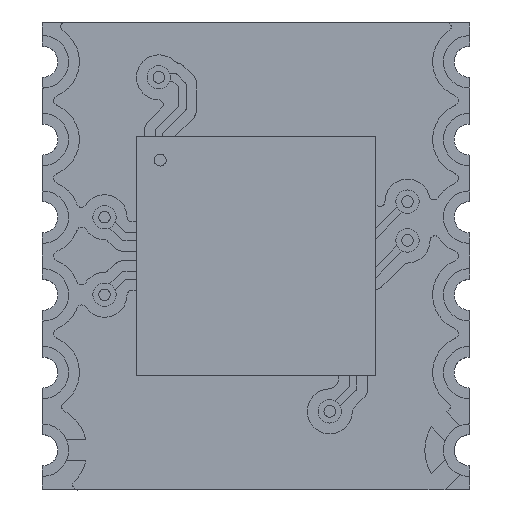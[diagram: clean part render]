
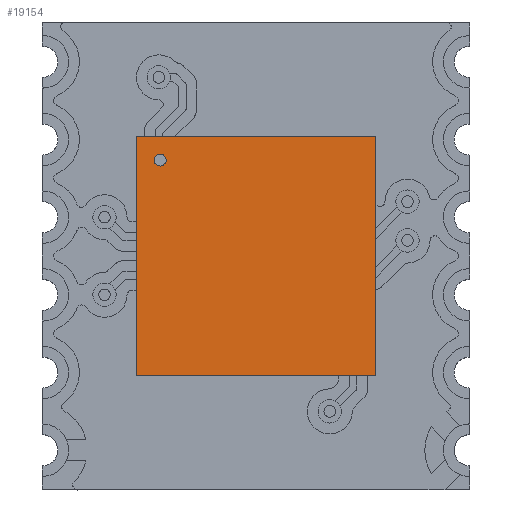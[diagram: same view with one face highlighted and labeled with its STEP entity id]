
A CAD part, top view. The second image highlights one B-rep face of the part: STEP entity #19154.
In plain terms, the highlighted planar face has unit normal (0, 0, 1).
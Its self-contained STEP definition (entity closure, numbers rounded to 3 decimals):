
#19033 = VERTEX_POINT('',#19034);
#19034 = CARTESIAN_POINT('',(3.086,-3.086,0.66));
#19040 = EDGE_CURVE('',#19041,#19033,#19043,.T.);
#19041 = VERTEX_POINT('',#19042);
#19042 = CARTESIAN_POINT('',(-3.086,-3.086,0.66));
#19043 = LINE('',#19044,#19045);
#19044 = CARTESIAN_POINT('',(-3.086,-3.086,0.66));
#19045 = VECTOR('',#19046,1.);
#19046 = DIRECTION('',(1.,0.,0.));
#19071 = VERTEX_POINT('',#19072);
#19072 = CARTESIAN_POINT('',(3.086,3.086,0.66));
#19078 = EDGE_CURVE('',#19033,#19071,#19079,.T.);
#19079 = LINE('',#19080,#19081);
#19080 = CARTESIAN_POINT('',(3.086,-3.086,0.66));
#19081 = VECTOR('',#19082,1.);
#19082 = DIRECTION('',(0.,1.,0.));
#19102 = VERTEX_POINT('',#19103);
#19103 = CARTESIAN_POINT('',(-3.086,3.086,0.66));
#19109 = EDGE_CURVE('',#19071,#19102,#19110,.T.);
#19110 = LINE('',#19111,#19112);
#19111 = CARTESIAN_POINT('',(3.086,3.086,0.66));
#19112 = VECTOR('',#19113,1.);
#19113 = DIRECTION('',(-1.,0.,0.));
#19131 = EDGE_CURVE('',#19102,#19041,#19132,.T.);
#19132 = LINE('',#19133,#19134);
#19133 = CARTESIAN_POINT('',(-3.086,3.086,0.66));
#19134 = VECTOR('',#19135,1.);
#19135 = DIRECTION('',(0.,-1.,0.));
#19154 = ADVANCED_FACE('',(#19155),#19161,.T.);
#19155 = FACE_BOUND('',#19156,.T.);
#19156 = EDGE_LOOP('',(#19157,#19158,#19159,#19160));
#19157 = ORIENTED_EDGE('',*,*,#19040,.T.);
#19158 = ORIENTED_EDGE('',*,*,#19078,.T.);
#19159 = ORIENTED_EDGE('',*,*,#19109,.T.);
#19160 = ORIENTED_EDGE('',*,*,#19131,.T.);
#19161 = PLANE('',#19162);
#19162 = AXIS2_PLACEMENT_3D('',#19163,#19164,#19165);
#19163 = CARTESIAN_POINT('',(-3.086,-3.086,0.66));
#19164 = DIRECTION('',(0.,0.,1.));
#19165 = DIRECTION('',(0.,1.,0.));
